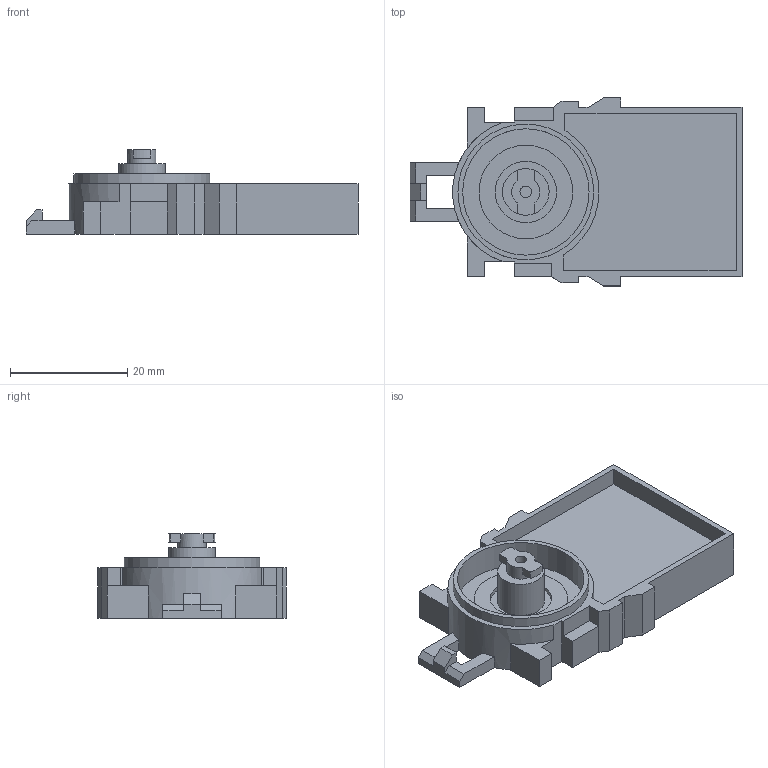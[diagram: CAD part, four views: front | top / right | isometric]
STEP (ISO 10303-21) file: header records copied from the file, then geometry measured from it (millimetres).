
FILE_DESCRIPTION(/* description */ (''),/* implementation_level */ '2;1');
FILE_NAME(/* name */ 'FuleLevelSenderHousing v2.step',/* time_stamp */ '2022-07-01T15:19:14-07:00',/* author */ (''),/* organization */ (''),/* preprocessor_version */ 'ST-DEVELOPER v19',/* originating_system */ 'Autodesk Translation Framework v11.7.0.108',/* authorisation */ '');
FILE_SCHEMA (('AUTOMOTIVE_DESIGN { 1 0 10303 214 3 1 1 }'));
Length unit declared in the file: millimetre
Products named in the file (1): SensorHousing
Bounding box: 56.75 x 32.15 x 14.4 mm (x, y, z)
Volume: 9017.5 mm3; surface area: 5479.5 mm2
Topology: 1 solids, 1 shells, 83 faces, 220 edges, 146 vertices
Faces by surface type: plane 72, cylinder 11
Full cylindrical faces by diameter (mm): 2 x1, 4.8 x1, 7.95 x1, 10.5 x1, 16 x1, 21.6 x1, 23.2 x1
Entity records: 2587 total; most frequent: CARTESIAN_POINT 450, ORIENTED_EDGE 440, DIRECTION 420, EDGE_CURVE 220, LINE 188, VECTOR 188, VERTEX_POINT 146, AXIS2_PLACEMENT_3D 116
